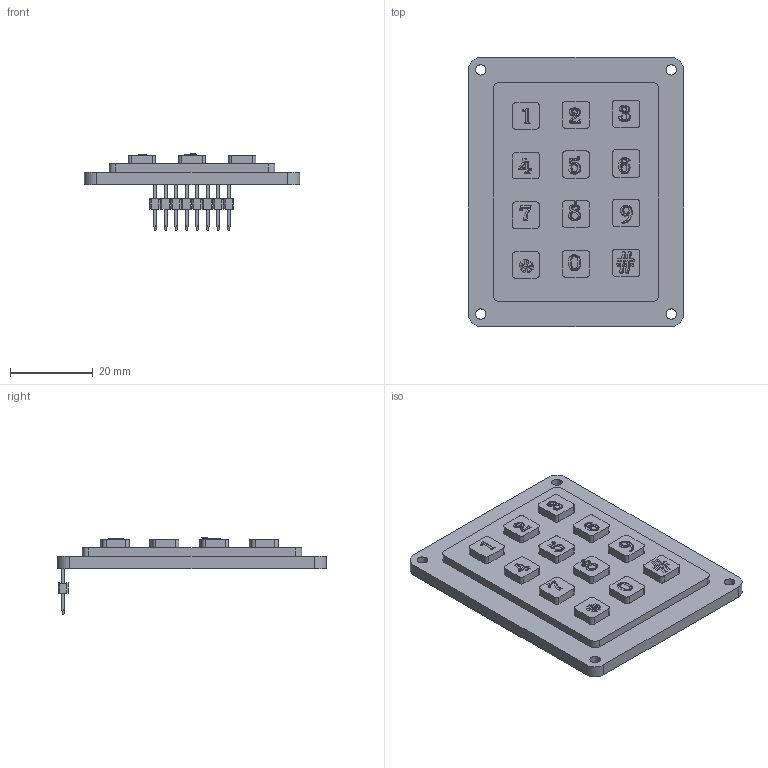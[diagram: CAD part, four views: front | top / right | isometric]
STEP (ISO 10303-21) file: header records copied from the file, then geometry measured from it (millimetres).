
FILE_DESCRIPTION(('FreeCAD Model'),'2;1');
FILE_NAME('Open CASCADE Shape Model','2024-02-08T19:29:12',(''),(''), 'Open CASCADE STEP processor 7.6','FreeCAD','Unknown');
FILE_SCHEMA(('AUTOMOTIVE_DESIGN { 1 0 10303 214 1 1 1 1 }'));
Length unit declared in the file: millimetre
Products named in the file (38): Part005; Part001; Extrude; Extrude002; Array; Part; Chiffre1; Chiffre2; Chiffre3; Chiffre4; Chiffre5; Chiffre6; Chiffre007; Chiffre009; Chiffre0; Chiffre_X; ShapeString011; Chiffre008; Pin; Extrude005; Corps001; Corps; Corps002; Corps003; Corps004; Corps005; Corps006; Corps007; Corps008; Pointes; pointe; Body002; Body003; Body004; Body005; Body006; Body007; Body008
Assembly tree (37 placements, depth 4):
  Part005
    Part001
      Extrude
      Extrude002
      Array
      Part
        Chiffre1
        Chiffre2
        Chiffre3
        Chiffre4
        Chiffre5
        Chiffre6
        Chiffre007
        Chiffre009
        Chiffre0
        Chiffre_X
        ShapeString011
        Chiffre008
    Pin
      Extrude005
    Corps001
      Corps
      Corps002
      Corps003
      Corps004
      Corps005
      Corps006
      Corps007
      Corps008
    Pointes
      pointe
      Body002
      Body003
      Body004
      Body005
      Body006
      Body007
      Body008
Bounding box: 52 x 65 x 18.44 mm (x, y, z)
Volume: 15455.6 mm3; surface area: 14316.5 mm2
Topology: 38 solids, 80 shells, 458 faces, 1810 edges, 1470 vertices
Faces by surface type: plane 366, cylinder 60, bspline 32
Full cylindrical faces by diameter (mm): 2.5 x4
Entity records: 20226 total; most frequent: CARTESIAN_POINT 4906, ORIENTED_EDGE 2830, DIRECTION 2325, EDGE_CURVE 1810, VERTEX_POINT 1470, LINE 1157, VECTOR 1157, AXIS2_PLACEMENT_3D 584
